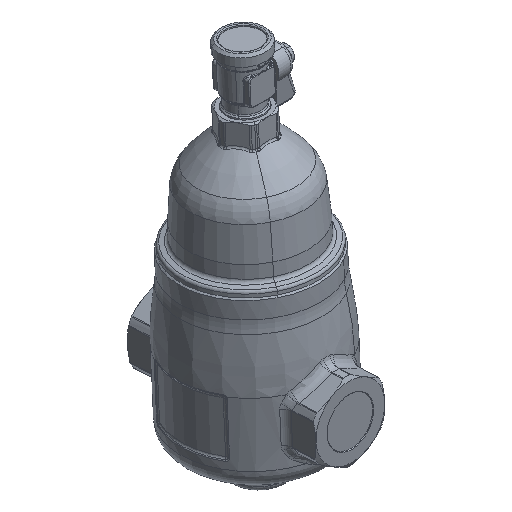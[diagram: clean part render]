
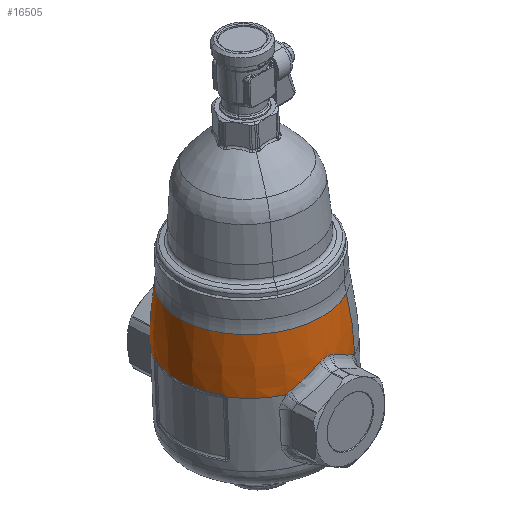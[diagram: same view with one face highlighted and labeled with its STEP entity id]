
A CAD part, isometric view. The second image highlights one B-rep face of the part: STEP entity #16505.
In plain terms, the highlighted face is a revolution surface.
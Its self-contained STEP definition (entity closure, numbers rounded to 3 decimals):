
#16199=CARTESIAN_POINT('Vertex',(-19.364,32.549,-47.621)) ;
#16206=CARTESIAN_POINT('Vertex',(19.364,-38.261,-44.215)) ;
#16221=CARTESIAN_POINT('Axis2P3D Location',(0.,-2.856,-45.918)) ;
#16337=CARTESIAN_POINT('Vertex',(-20.591,33.367,-77.378)) ;
#16341=CARTESIAN_POINT('Control Point',(-20.591,33.367,-77.378)) ;
#16342=CARTESIAN_POINT('Control Point',(-20.591,33.845,-67.446)) ;
#16343=CARTESIAN_POINT('Control Point',(-20.18,33.571,-57.478)) ;
#16344=CARTESIAN_POINT('Control Point',(-19.364,32.549,-47.621)) ;
#16347=CARTESIAN_POINT('Control Point',(20.591,-41.93,-73.756)) ;
#16348=CARTESIAN_POINT('Control Point',(20.591,-41.453,-63.824)) ;
#16349=CARTESIAN_POINT('Control Point',(20.18,-40.223,-53.929)) ;
#16350=CARTESIAN_POINT('Control Point',(19.364,-38.261,-44.215)) ;
#16351=CARTESIAN_POINT('Vertex',(20.591,-41.93,-73.756)) ;
#16379=CARTESIAN_POINT('Control Point',(0.,38.619,-77.631)) ;
#16380=CARTESIAN_POINT('Control Point',(0.,39.096,-67.699)) ;
#16381=CARTESIAN_POINT('Control Point',(0.,38.718,-57.726)) ;
#16382=CARTESIAN_POINT('Control Point',(0.,37.488,-47.859)) ;
#16383=CARTESIAN_POINT('Axis1P Location',(0.,-4.611,-82.408)) ;
#16388=CARTESIAN_POINT('Control Point',(-38.236,15.294,-75.678)) ;
#16389=CARTESIAN_POINT('Control Point',(-38.024,15.709,-75.698)) ;
#16390=CARTESIAN_POINT('Control Point',(-37.804,16.116,-75.871)) ;
#16391=CARTESIAN_POINT('Control Point',(-37.621,16.436,-76.187)) ;
#16392=CARTESIAN_POINT('Control Point',(-37.494,16.644,-76.574)) ;
#16393=CARTESIAN_POINT('Vertex',(-37.494,16.644,-76.574)) ;
#16395=CARTESIAN_POINT('Vertex',(-38.236,15.294,-75.678)) ;
#16398=CARTESIAN_POINT('Axis2P3D Location',(0.,-4.242,-74.738)) ;
#16402=CARTESIAN_POINT('Vertex',(-38.236,-23.777,-73.799)) ;
#16406=CARTESIAN_POINT('Control Point',(-37.494,-25.207,-74.561)) ;
#16407=CARTESIAN_POINT('Control Point',(-37.621,-24.963,-74.195)) ;
#16408=CARTESIAN_POINT('Control Point',(-37.805,-24.614,-73.912)) ;
#16409=CARTESIAN_POINT('Control Point',(-38.023,-24.193,-73.779)) ;
#16410=CARTESIAN_POINT('Control Point',(-38.236,-23.777,-73.799)) ;
#16411=CARTESIAN_POINT('Vertex',(-37.494,-25.207,-74.561)) ;
#16414=CARTESIAN_POINT('Axis2P3D Location',(0.,-4.282,-75.567)) ;
#16418=CARTESIAN_POINT('Vertex',(-19.736,-42.385,-73.734)) ;
#16422=CARTESIAN_POINT('Control Point',(-19.736,-42.385,-73.734)) ;
#16423=CARTESIAN_POINT('Control Point',(-19.299,-42.581,-73.096)) ;
#16424=CARTESIAN_POINT('Control Point',(-18.752,-42.824,-72.563)) ;
#16425=CARTESIAN_POINT('Control Point',(-18.135,-43.089,-72.163)) ;
#16426=CARTESIAN_POINT('Vertex',(-18.135,-43.089,-72.163)) ;
#16430=CARTESIAN_POINT('Control Point',(-18.135,-43.089,-72.163)) ;
#16431=CARTESIAN_POINT('Control Point',(-13.707,-44.989,-69.295)) ;
#16432=CARTESIAN_POINT('Control Point',(-8.995,-46.021,-66.292)) ;
#16433=CARTESIAN_POINT('Control Point',(-4.256,-46.176,-63.311)) ;
#16434=CARTESIAN_POINT('Vertex',(-4.256,-46.176,-63.311)) ;
#16438=CARTESIAN_POINT('Control Point',(-4.256,-46.176,-63.311)) ;
#16439=CARTESIAN_POINT('Control Point',(-3.584,-46.199,-62.888)) ;
#16440=CARTESIAN_POINT('Control Point',(-2.812,-46.229,-62.619)) ;
#16441=CARTESIAN_POINT('Control Point',(-2.019,-46.258,-62.545)) ;
#16442=CARTESIAN_POINT('Vertex',(-2.019,-46.258,-62.545)) ;
#16446=CARTESIAN_POINT('Control Point',(-2.019,-46.258,-62.545)) ;
#16447=CARTESIAN_POINT('Control Point',(-0.677,-46.308,-62.421)) ;
#16448=CARTESIAN_POINT('Control Point',(0.677,-46.308,-62.421)) ;
#16449=CARTESIAN_POINT('Control Point',(2.019,-46.258,-62.545)) ;
#16450=CARTESIAN_POINT('Vertex',(2.019,-46.258,-62.545)) ;
#16454=CARTESIAN_POINT('Control Point',(2.019,-46.258,-62.545)) ;
#16455=CARTESIAN_POINT('Control Point',(2.812,-46.229,-62.619)) ;
#16456=CARTESIAN_POINT('Control Point',(3.584,-46.199,-62.888)) ;
#16457=CARTESIAN_POINT('Control Point',(4.256,-46.176,-63.311)) ;
#16458=CARTESIAN_POINT('Vertex',(4.256,-46.176,-63.311)) ;
#16462=CARTESIAN_POINT('Control Point',(4.256,-46.176,-63.311)) ;
#16463=CARTESIAN_POINT('Control Point',(8.995,-46.021,-66.292)) ;
#16464=CARTESIAN_POINT('Control Point',(13.706,-44.99,-69.295)) ;
#16465=CARTESIAN_POINT('Control Point',(18.135,-43.089,-72.163)) ;
#16466=CARTESIAN_POINT('Vertex',(18.135,-43.089,-72.163)) ;
#16470=CARTESIAN_POINT('Control Point',(18.135,-43.089,-72.163)) ;
#16471=CARTESIAN_POINT('Control Point',(18.752,-42.824,-72.563)) ;
#16472=CARTESIAN_POINT('Control Point',(19.299,-42.581,-73.096)) ;
#16473=CARTESIAN_POINT('Control Point',(19.736,-42.385,-73.734)) ;
#16474=CARTESIAN_POINT('Vertex',(19.736,-42.385,-73.734)) ;
#16477=CARTESIAN_POINT('Axis2P3D Location',(0.,-4.282,-75.567)) ;
#16482=CARTESIAN_POINT('Axis2P3D Location',(0.,-4.282,-75.567)) ;
#16222=DIRECTION('Axis2P3D Direction',(-0.,0.048,0.999)) ;
#16384=DIRECTION('Axis1P Direction',(-0.,0.048,0.999)) ;
#16399=DIRECTION('Axis2P3D Direction',(-0.,0.048,0.999)) ;
#16415=DIRECTION('Axis2P3D Direction',(-0.,0.048,0.999)) ;
#16478=DIRECTION('Axis2P3D Direction',(-0.,0.048,0.999)) ;
#16483=DIRECTION('Axis2P3D Direction',(-0.,0.048,0.999)) ;
#16223=AXIS2_PLACEMENT_3D('Circle Axis2P3D',#16221,#16222,$) ;
#16400=AXIS2_PLACEMENT_3D('Circle Axis2P3D',#16398,#16399,$) ;
#16416=AXIS2_PLACEMENT_3D('Circle Axis2P3D',#16414,#16415,$) ;
#16479=AXIS2_PLACEMENT_3D('Circle Axis2P3D',#16477,#16478,$) ;
#16484=AXIS2_PLACEMENT_3D('Circle Axis2P3D',#16482,#16483,$) ;
#16224=CIRCLE('generated circle',#16223,40.39) ;
#16401=CIRCLE('generated circle',#16400,42.948) ;
#16417=CIRCLE('generated circle',#16416,42.95) ;
#16480=CIRCLE('generated circle',#16479,42.95) ;
#16485=CIRCLE('generated circle',#16484,42.95) ;
#16386=SURFACE_OF_REVOLUTION('Surface of Revolution',#16378,#16385) ;
#16385=AXIS1_PLACEMENT('Revolution Surface Axis1P',#16383,#16384) ;
#16225=EDGE_CURVE('',#16200,#16207,#16224,.T.) ;
#16345=EDGE_CURVE('',#16338,#16200,#16340,.T.) ;
#16353=EDGE_CURVE('',#16352,#16207,#16346,.T.) ;
#16397=EDGE_CURVE('',#16394,#16396,#16387,.F.) ;
#16404=EDGE_CURVE('',#16396,#16403,#16401,.T.) ;
#16413=EDGE_CURVE('',#16403,#16412,#16405,.F.) ;
#16420=EDGE_CURVE('',#16412,#16419,#16417,.T.) ;
#16428=EDGE_CURVE('',#16419,#16427,#16421,.T.) ;
#16436=EDGE_CURVE('',#16427,#16435,#16429,.T.) ;
#16444=EDGE_CURVE('',#16435,#16443,#16437,.T.) ;
#16452=EDGE_CURVE('',#16443,#16451,#16445,.T.) ;
#16460=EDGE_CURVE('',#16451,#16459,#16453,.T.) ;
#16468=EDGE_CURVE('',#16459,#16467,#16461,.T.) ;
#16476=EDGE_CURVE('',#16467,#16475,#16469,.T.) ;
#16481=EDGE_CURVE('',#16475,#16352,#16480,.T.) ;
#16486=EDGE_CURVE('',#16338,#16394,#16485,.T.) ;
#16488=ORIENTED_EDGE('',*,*,#16397,.T.) ;
#16489=ORIENTED_EDGE('',*,*,#16404,.T.) ;
#16490=ORIENTED_EDGE('',*,*,#16413,.T.) ;
#16491=ORIENTED_EDGE('',*,*,#16420,.T.) ;
#16492=ORIENTED_EDGE('',*,*,#16428,.T.) ;
#16493=ORIENTED_EDGE('',*,*,#16436,.T.) ;
#16494=ORIENTED_EDGE('',*,*,#16444,.T.) ;
#16495=ORIENTED_EDGE('',*,*,#16452,.T.) ;
#16496=ORIENTED_EDGE('',*,*,#16460,.T.) ;
#16497=ORIENTED_EDGE('',*,*,#16468,.T.) ;
#16498=ORIENTED_EDGE('',*,*,#16476,.T.) ;
#16499=ORIENTED_EDGE('',*,*,#16481,.T.) ;
#16500=ORIENTED_EDGE('',*,*,#16353,.T.) ;
#16501=ORIENTED_EDGE('',*,*,#16225,.F.) ;
#16502=ORIENTED_EDGE('',*,*,#16345,.F.) ;
#16503=ORIENTED_EDGE('',*,*,#16486,.T.) ;
#16487=EDGE_LOOP('',(#16488,#16489,#16490,#16491,#16492,#16493,#16494,#16495,#16496,#16497,#16498,#16499,#16500,#16501,#16502,#16503)) ;
#16200=VERTEX_POINT('',#16199) ;
#16207=VERTEX_POINT('',#16206) ;
#16338=VERTEX_POINT('',#16337) ;
#16352=VERTEX_POINT('',#16351) ;
#16394=VERTEX_POINT('',#16393) ;
#16396=VERTEX_POINT('',#16395) ;
#16403=VERTEX_POINT('',#16402) ;
#16412=VERTEX_POINT('',#16411) ;
#16419=VERTEX_POINT('',#16418) ;
#16427=VERTEX_POINT('',#16426) ;
#16435=VERTEX_POINT('',#16434) ;
#16443=VERTEX_POINT('',#16442) ;
#16451=VERTEX_POINT('',#16450) ;
#16459=VERTEX_POINT('',#16458) ;
#16467=VERTEX_POINT('',#16466) ;
#16475=VERTEX_POINT('',#16474) ;
#16505=ADVANCED_FACE('PartBody',(#16504),#16386,.T.) ;
#16340=B_SPLINE_CURVE_WITH_KNOTS('',3,(#16341,#16342,#16343,#16344),.UNSPECIFIED.,.F.,.U.,(4,4),(0.,29.83),.UNSPECIFIED.) ;
#16346=B_SPLINE_CURVE_WITH_KNOTS('',3,(#16347,#16348,#16349,#16350),.UNSPECIFIED.,.F.,.U.,(4,4),(0.,29.83),.UNSPECIFIED.) ;
#16378=B_SPLINE_CURVE_WITH_KNOTS('',3,(#16379,#16380,#16381,#16382),.UNSPECIFIED.,.F.,.U.,(4,4),(0.,29.83),.UNSPECIFIED.) ;
#16387=B_SPLINE_CURVE_WITH_KNOTS('',4,(#16388,#16389,#16390,#16391,#16392),.UNSPECIFIED.,.F.,.U.,(5,5),(6.496,9.131),.UNSPECIFIED.) ;
#16405=B_SPLINE_CURVE_WITH_KNOTS('',4,(#16406,#16407,#16408,#16409,#16410),.UNSPECIFIED.,.F.,.U.,(5,5),(8.19,10.825),.UNSPECIFIED.) ;
#16421=B_SPLINE_CURVE_WITH_KNOTS('',3,(#16422,#16423,#16424,#16425),.UNSPECIFIED.,.F.,.U.,(4,4),(6.495,9.021),.UNSPECIFIED.) ;
#16429=B_SPLINE_CURVE_WITH_KNOTS('',3,(#16430,#16431,#16432,#16433),.UNSPECIFIED.,.F.,.U.,(4,4),(24.367,49.129),.UNSPECIFIED.) ;
#16437=B_SPLINE_CURVE_WITH_KNOTS('',3,(#16438,#16439,#16440,#16441),.UNSPECIFIED.,.F.,.U.,(4,4),(16.576,18.977),.UNSPECIFIED.) ;
#16445=B_SPLINE_CURVE_WITH_KNOTS('',3,(#16446,#16447,#16448,#16449),.UNSPECIFIED.,.F.,.U.,(4,4),(38.606,44.033),.UNSPECIFIED.) ;
#16453=B_SPLINE_CURVE_WITH_KNOTS('',3,(#16454,#16455,#16456,#16457),.UNSPECIFIED.,.F.,.U.,(4,4),(16.568,18.969),.UNSPECIFIED.) ;
#16461=B_SPLINE_CURVE_WITH_KNOTS('',3,(#16462,#16463,#16464,#16465),.UNSPECIFIED.,.F.,.U.,(4,4),(86.569,111.331),.UNSPECIFIED.) ;
#16469=B_SPLINE_CURVE_WITH_KNOTS('',3,(#16470,#16471,#16472,#16473),.UNSPECIFIED.,.F.,.U.,(4,4),(15.181,17.706),.UNSPECIFIED.) ;
#16504=FACE_OUTER_BOUND('',#16487,.T.) ;
